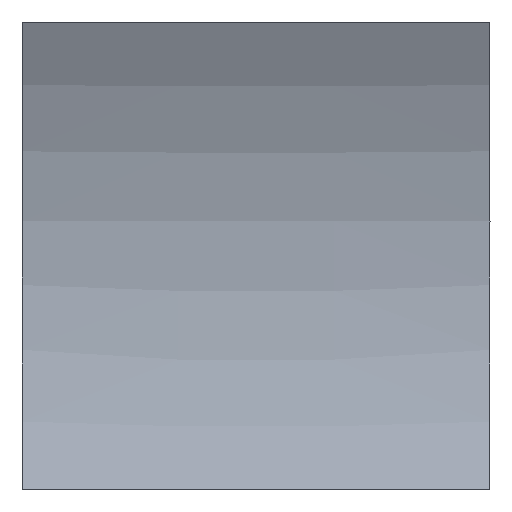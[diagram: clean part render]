
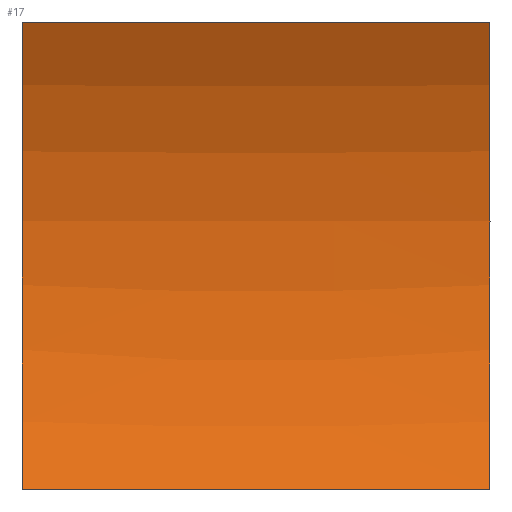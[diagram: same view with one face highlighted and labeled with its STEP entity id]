
A CAD part, top view. The second image highlights one B-rep face of the part: STEP entity #17.
In plain terms, the highlighted free-form (B-spline) face has degree [7, 3] with [8, 4] control points.
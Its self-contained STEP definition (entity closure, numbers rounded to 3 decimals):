
#17 = ADVANCED_FACE('',(#18),#33,.T.);
#18 = FACE_BOUND('',#19,.T.);
#19 = EDGE_LOOP('',(#20,#72,#93,#110));
#20 = ORIENTED_EDGE('',*,*,#21,.F.);
#21 = EDGE_CURVE('',#22,#24,#26,.T.);
#22 = VERTEX_POINT('',#23);
#23 = CARTESIAN_POINT('',(-50.,-50.,12.5));
#24 = VERTEX_POINT('',#25);
#25 = CARTESIAN_POINT('',(50.,-50.,12.5));
#26 = SURFACE_CURVE('',#27,(#32),.PCURVE_S1.);
#27 = B_SPLINE_CURVE_WITH_KNOTS('',3,(#28,#29,#30,#31),.UNSPECIFIED.,.F.
  ,.F.,(4,4),(0.,1.),.PIECEWISE_BEZIER_KNOTS.);
#28 = CARTESIAN_POINT('',(-50.,-50.,12.5));
#29 = CARTESIAN_POINT('',(-16.667,-50.,12.5));
#30 = CARTESIAN_POINT('',(16.667,-50.,12.5));
#31 = CARTESIAN_POINT('',(50.,-50.,12.5));
#32 = PCURVE('',#33,#66);
#33 = B_SPLINE_SURFACE_WITH_KNOTS('',7,3,(
    (#34,#35,#36,#37)
    ,(#38,#39,#40,#41)
    ,(#42,#43,#44,#45)
    ,(#46,#47,#48,#49)
    ,(#50,#51,#52,#53)
    ,(#54,#55,#56,#57)
    ,(#58,#59,#60,#61)
    ,(#62,#63,#64,#65
    )),.UNSPECIFIED.,.F.,.F.,.F.,(8,8),(4,4),(0.,1.),(0.,1.),
  .PIECEWISE_BEZIER_KNOTS.);
#34 = CARTESIAN_POINT('',(-50.,-50.,12.5));
#35 = CARTESIAN_POINT('',(-16.667,-50.,12.5));
#36 = CARTESIAN_POINT('',(16.667,-50.,12.5));
#37 = CARTESIAN_POINT('',(50.,-50.,12.5));
#38 = CARTESIAN_POINT('',(-50.,-36.709,5.85
    ));
#39 = CARTESIAN_POINT('',(-16.667,-36.709,5.85
    ));
#40 = CARTESIAN_POINT('',(16.667,-36.709,5.85
    ));
#41 = CARTESIAN_POINT('',(50.,-36.709,5.85
    ));
#42 = CARTESIAN_POINT('',(-50.,-22.585,0.878
    ));
#43 = CARTESIAN_POINT('',(-16.667,-22.585,0.878
    ));
#44 = CARTESIAN_POINT('',(16.667,-22.585,0.878
    ));
#45 = CARTESIAN_POINT('',(50.,-22.585,0.878)
  );
#46 = CARTESIAN_POINT('',(-50.,-7.743,
    -2.053));
#47 = CARTESIAN_POINT('',(-16.667,-7.743,
    -2.053));
#48 = CARTESIAN_POINT('',(16.667,-7.743,-2.053
    ));
#49 = CARTESIAN_POINT('',(50.,-7.743,-2.053
    ));
#50 = CARTESIAN_POINT('',(-50.,7.743,-2.053
    ));
#51 = CARTESIAN_POINT('',(-16.667,7.743,-2.053
    ));
#52 = CARTESIAN_POINT('',(16.667,7.743,-2.053)
  );
#53 = CARTESIAN_POINT('',(50.,7.743,-2.053
    ));
#54 = CARTESIAN_POINT('',(-50.,22.585,0.878
    ));
#55 = CARTESIAN_POINT('',(-16.667,22.585,0.878
    ));
#56 = CARTESIAN_POINT('',(16.667,22.585,0.878
    ));
#57 = CARTESIAN_POINT('',(50.,22.585,0.878
    ));
#58 = CARTESIAN_POINT('',(-50.,36.709,5.85));
#59 = CARTESIAN_POINT('',(-16.667,36.709,5.85
    ));
#60 = CARTESIAN_POINT('',(16.667,36.709,5.85
    ));
#61 = CARTESIAN_POINT('',(50.,36.709,5.85
    ));
#62 = CARTESIAN_POINT('',(-50.,50.,12.5));
#63 = CARTESIAN_POINT('',(-16.667,50.,12.5));
#64 = CARTESIAN_POINT('',(16.667,50.,12.5));
#65 = CARTESIAN_POINT('',(50.,50.,12.5));
#66 = DEFINITIONAL_REPRESENTATION('',(#67),#71);
#67 = LINE('',#68,#69);
#68 = CARTESIAN_POINT('',(0.,0.));
#69 = VECTOR('',#70,1.);
#70 = DIRECTION('',(0.,1.));
#71 = ( GEOMETRIC_REPRESENTATION_CONTEXT(2) 
PARAMETRIC_REPRESENTATION_CONTEXT() REPRESENTATION_CONTEXT('2D SPACE',''
  ) );
#72 = ORIENTED_EDGE('',*,*,#73,.T.);
#73 = EDGE_CURVE('',#22,#74,#76,.T.);
#74 = VERTEX_POINT('',#75);
#75 = CARTESIAN_POINT('',(-50.,50.,12.5));
#76 = SURFACE_CURVE('',#77,(#86),.PCURVE_S1.);
#77 = B_SPLINE_CURVE_WITH_KNOTS('',7,(#78,#79,#80,#81,#82,#83,#84,#85),
  .UNSPECIFIED.,.F.,.F.,(8,8),(0.,1.),.PIECEWISE_BEZIER_KNOTS.);
#78 = CARTESIAN_POINT('',(-50.,-50.,12.5));
#79 = CARTESIAN_POINT('',(-50.,-36.709,5.85
    ));
#80 = CARTESIAN_POINT('',(-50.,-22.585,0.878
    ));
#81 = CARTESIAN_POINT('',(-50.,-7.743,
    -2.053));
#82 = CARTESIAN_POINT('',(-50.,7.743,-2.053
    ));
#83 = CARTESIAN_POINT('',(-50.,22.585,0.878
    ));
#84 = CARTESIAN_POINT('',(-50.,36.709,5.85));
#85 = CARTESIAN_POINT('',(-50.,50.,12.5));
#86 = PCURVE('',#33,#87);
#87 = DEFINITIONAL_REPRESENTATION('',(#88),#92);
#88 = LINE('',#89,#90);
#89 = CARTESIAN_POINT('',(0.,0.));
#90 = VECTOR('',#91,1.);
#91 = DIRECTION('',(1.,0.));
#92 = ( GEOMETRIC_REPRESENTATION_CONTEXT(2) 
PARAMETRIC_REPRESENTATION_CONTEXT() REPRESENTATION_CONTEXT('2D SPACE',''
  ) );
#93 = ORIENTED_EDGE('',*,*,#94,.T.);
#94 = EDGE_CURVE('',#74,#95,#97,.T.);
#95 = VERTEX_POINT('',#96);
#96 = CARTESIAN_POINT('',(50.,50.,12.5));
#97 = SURFACE_CURVE('',#98,(#103),.PCURVE_S1.);
#98 = B_SPLINE_CURVE_WITH_KNOTS('',3,(#99,#100,#101,#102),
  .UNSPECIFIED.,.F.,.F.,(4,4),(0.,1.),.PIECEWISE_BEZIER_KNOTS.);
#99 = CARTESIAN_POINT('',(-50.,50.,12.5));
#100 = CARTESIAN_POINT('',(-16.667,50.,12.5));
#101 = CARTESIAN_POINT('',(16.667,50.,12.5));
#102 = CARTESIAN_POINT('',(50.,50.,12.5));
#103 = PCURVE('',#33,#104);
#104 = DEFINITIONAL_REPRESENTATION('',(#105),#109);
#105 = LINE('',#106,#107);
#106 = CARTESIAN_POINT('',(1.,0.));
#107 = VECTOR('',#108,1.);
#108 = DIRECTION('',(0.,1.));
#109 = ( GEOMETRIC_REPRESENTATION_CONTEXT(2) 
PARAMETRIC_REPRESENTATION_CONTEXT() REPRESENTATION_CONTEXT('2D SPACE',''
  ) );
#110 = ORIENTED_EDGE('',*,*,#111,.F.);
#111 = EDGE_CURVE('',#24,#95,#112,.T.);
#112 = SURFACE_CURVE('',#113,(#122),.PCURVE_S1.);
#113 = B_SPLINE_CURVE_WITH_KNOTS('',7,(#114,#115,#116,#117,#118,#119,
    #120,#121),.UNSPECIFIED.,.F.,.F.,(8,8),(0.,1.),
  .PIECEWISE_BEZIER_KNOTS.);
#114 = CARTESIAN_POINT('',(50.,-50.,12.5));
#115 = CARTESIAN_POINT('',(50.,-36.709,
    5.85));
#116 = CARTESIAN_POINT('',(50.,-22.585,0.878
    ));
#117 = CARTESIAN_POINT('',(50.,-7.743,
    -2.053));
#118 = CARTESIAN_POINT('',(50.,7.743,
    -2.053));
#119 = CARTESIAN_POINT('',(50.,22.585,
    0.878));
#120 = CARTESIAN_POINT('',(50.,36.709,
    5.85));
#121 = CARTESIAN_POINT('',(50.,50.,12.5));
#122 = PCURVE('',#33,#123);
#123 = DEFINITIONAL_REPRESENTATION('',(#124),#128);
#124 = LINE('',#125,#126);
#125 = CARTESIAN_POINT('',(0.,1.));
#126 = VECTOR('',#127,1.);
#127 = DIRECTION('',(1.,0.));
#128 = ( GEOMETRIC_REPRESENTATION_CONTEXT(2) 
PARAMETRIC_REPRESENTATION_CONTEXT() REPRESENTATION_CONTEXT('2D SPACE',''
  ) );
